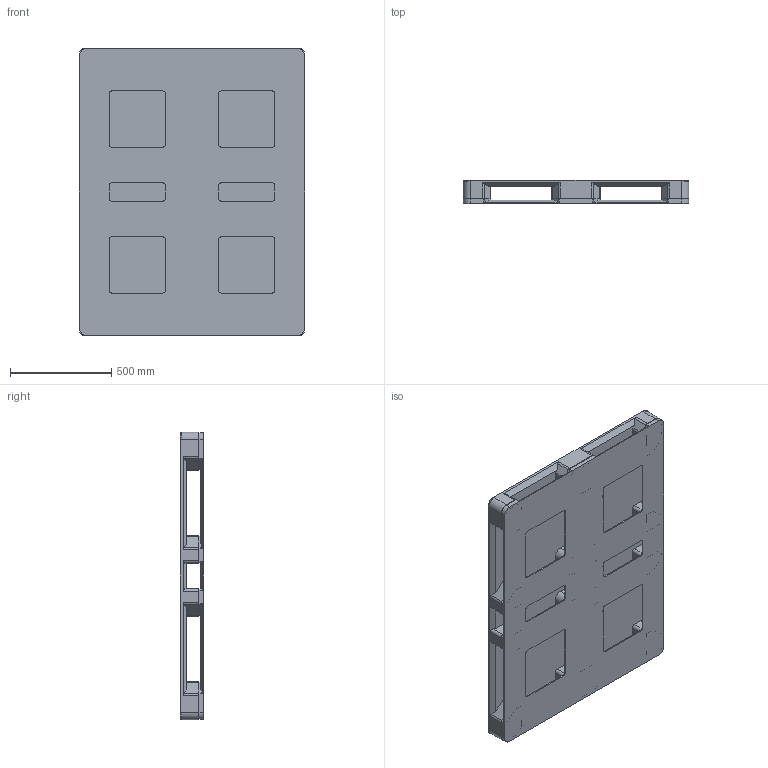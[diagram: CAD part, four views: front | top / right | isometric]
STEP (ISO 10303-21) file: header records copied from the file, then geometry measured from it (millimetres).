
FILE_DESCRIPTION((''),'2;1');
FILE_NAME('132335WSM_ASM','2025-06-20T15:10:59',('SYSTEM'),(''),'CREO PARAMETRIC BY PTC INC, 2023294','CREO PARAMETRIC BY PTC INC, 2023294','');
FILE_SCHEMA(('CONFIG_CONTROL_DESIGN'));
Length unit declared in the file: inch
Products named in the file (3): 132360SM; 132338SM; 132335WSM_ASM
Assembly tree (2 placements, depth 2):
  132335WSM_ASM
    132360SM
    132338SM
Bounding box: 1117.6 x 114.3 x 1422.4 mm (x, y, z)
Volume: 69047892.6 mm3; surface area: 8031555.3 mm2
Topology: 2 solids, 2 shells, 1040 faces, 2955 edges, 2010 vertices
Faces by surface type: plane 580, cylinder 436, cone 24
Entity records: 34315 total; most frequent: CARTESIAN_POINT 6078, DIRECTION 5897, ORIENTED_EDGE 5880, EDGE_CURVE 2940, VECTOR 2035, LINE 2035, VERTEX_POINT 1944, AXIS2_PLACEMENT_3D 1931
